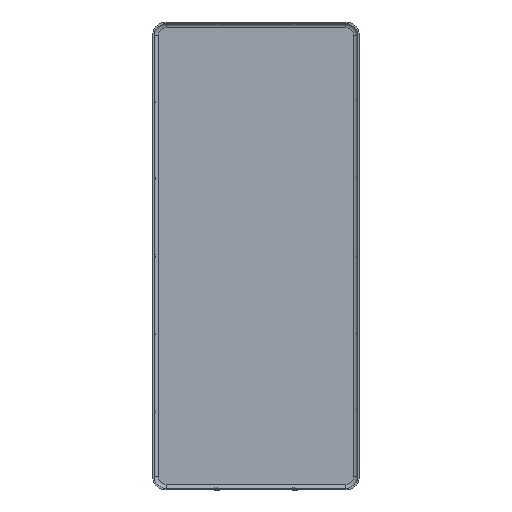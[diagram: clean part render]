
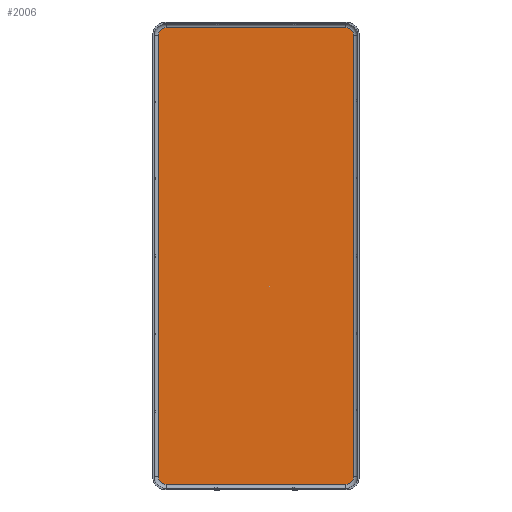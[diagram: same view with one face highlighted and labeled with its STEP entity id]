
A CAD part, front view. The second image highlights one B-rep face of the part: STEP entity #2006.
In plain terms, the highlighted planar face has unit normal (0, -1, 0).
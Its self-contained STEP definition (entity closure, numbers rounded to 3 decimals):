
#80 = LINE ( 'NONE', #278, #609 ) ;
#160 = CARTESIAN_POINT ( 'NONE',  ( -17.4, 0., 44.2 ) ) ;
#196 = CARTESIAN_POINT ( 'NONE',  ( -18.9, 0., 0. ) ) ;
#278 = CARTESIAN_POINT ( 'NONE',  ( 17.4, 0., 44.2 ) ) ;
#280 = AXIS2_PLACEMENT_3D ( 'NONE', #2700, #2089, #1640 ) ;
#327 = EDGE_CURVE ( 'NONE', #2554, #546, #80, .T. ) ;
#410 = CARTESIAN_POINT ( 'NONE',  ( 17.4, 0., -44.2 ) ) ;
#469 = EDGE_LOOP ( 'NONE', ( #1653, #594, #1874, #2114, #1054, #1498, #2732, #562 ) ) ;
#488 = EDGE_CURVE ( 'NONE', #1740, #1430, #2555, .T. ) ;
#528 = VECTOR ( 'NONE', #2559, 1000. ) ;
#546 = VERTEX_POINT ( 'NONE', #160 ) ;
#562 = ORIENTED_EDGE ( 'NONE', *, *, #488, .T. ) ;
#564 = DIRECTION ( 'NONE',  ( 0., 0., -1. ) ) ;
#571 = DIRECTION ( 'NONE',  ( 0., -1., 0. ) ) ;
#594 = ORIENTED_EDGE ( 'NONE', *, *, #981, .F. ) ;
#595 = LINE ( 'NONE', #1663, #1063 ) ;
#609 = VECTOR ( 'NONE', #1945, 1000. ) ;
#615 = AXIS2_PLACEMENT_3D ( 'NONE', #2531, #2515, #1876 ) ;
#949 = CARTESIAN_POINT ( 'NONE',  ( 18.9, 0., -42.7 ) ) ;
#977 = CIRCLE ( 'NONE', #1811, 1.5 ) ;
#981 = EDGE_CURVE ( 'NONE', #2435, #2082, #1712, .T. ) ;
#1040 = LINE ( 'NONE', #410, #1181 ) ;
#1054 = ORIENTED_EDGE ( 'NONE', *, *, #327, .T. ) ;
#1063 = VECTOR ( 'NONE', #2711, 1000. ) ;
#1181 = VECTOR ( 'NONE', #2528, 1000. ) ;
#1183 = CARTESIAN_POINT ( 'NONE',  ( 17.4, 0., 44.2 ) ) ;
#1228 = CARTESIAN_POINT ( 'NONE',  ( 17.4, 0., -44.2 ) ) ;
#1251 = CARTESIAN_POINT ( 'NONE',  ( -17.4, 0., -44.2 ) ) ;
#1331 = PLANE ( 'NONE',  #1601 ) ;
#1347 = VERTEX_POINT ( 'NONE', #1383 ) ;
#1383 = CARTESIAN_POINT ( 'NONE',  ( -18.9, 0., 42.7 ) ) ;
#1430 = VERTEX_POINT ( 'NONE', #1251 ) ;
#1465 = LINE ( 'NONE', #196, #528 ) ;
#1498 = ORIENTED_EDGE ( 'NONE', *, *, #2085, .F. ) ;
#1535 = FACE_OUTER_BOUND ( 'NONE', #469, .T. ) ;
#1601 = AXIS2_PLACEMENT_3D ( 'NONE', #2398, #2154, #1766 ) ;
#1615 = CARTESIAN_POINT ( 'NONE',  ( -18.9, 0., -42.7 ) ) ;
#1640 = DIRECTION ( 'NONE',  ( 0., 0., -1. ) ) ;
#1653 = ORIENTED_EDGE ( 'NONE', *, *, #2677, .F. ) ;
#1663 = CARTESIAN_POINT ( 'NONE',  ( 18.9, 0., 0. ) ) ;
#1712 = CIRCLE ( 'NONE', #615, 1.5 ) ;
#1740 = VERTEX_POINT ( 'NONE', #1615 ) ;
#1766 = DIRECTION ( 'NONE',  ( 0., 0., -1. ) ) ;
#1811 = AXIS2_PLACEMENT_3D ( 'NONE', #1860, #2041, #564 ) ;
#1821 = CIRCLE ( 'NONE', #280, 1.5 ) ;
#1860 = CARTESIAN_POINT ( 'NONE',  ( 17.4, 0., 42.7 ) ) ;
#1874 = ORIENTED_EDGE ( 'NONE', *, *, #2455, .F. ) ;
#1876 = DIRECTION ( 'NONE',  ( 0., 0., 1. ) ) ;
#1945 = DIRECTION ( 'NONE',  ( -1., 0., 0. ) ) ;
#2006 = ADVANCED_FACE ( 'NONE', ( #1535 ), #1331, .T. ) ;
#2039 = VERTEX_POINT ( 'NONE', #2072 ) ;
#2041 = DIRECTION ( 'NONE',  ( 0., -1., 0. ) ) ;
#2072 = CARTESIAN_POINT ( 'NONE',  ( 18.9, 0., 42.7 ) ) ;
#2082 = VERTEX_POINT ( 'NONE', #1228 ) ;
#2085 = EDGE_CURVE ( 'NONE', #1347, #546, #1821, .T. ) ;
#2089 = DIRECTION ( 'NONE',  ( 0., 1., 0. ) ) ;
#2114 = ORIENTED_EDGE ( 'NONE', *, *, #2489, .T. ) ;
#2154 = DIRECTION ( 'NONE',  ( 0., -1., 0. ) ) ;
#2230 = DIRECTION ( 'NONE',  ( 0., 0., 1. ) ) ;
#2398 = CARTESIAN_POINT ( 'NONE',  ( 17.4, 0., -42.7 ) ) ;
#2417 = AXIS2_PLACEMENT_3D ( 'NONE', #2474, #571, #2230 ) ;
#2435 = VERTEX_POINT ( 'NONE', #949 ) ;
#2455 = EDGE_CURVE ( 'NONE', #2039, #2435, #595, .T. ) ;
#2474 = CARTESIAN_POINT ( 'NONE',  ( -17.4, 0., -42.7 ) ) ;
#2489 = EDGE_CURVE ( 'NONE', #2039, #2554, #977, .T. ) ;
#2515 = DIRECTION ( 'NONE',  ( 0., 1., 0. ) ) ;
#2528 = DIRECTION ( 'NONE',  ( -1., 0., 0. ) ) ;
#2531 = CARTESIAN_POINT ( 'NONE',  ( 17.4, 0., -42.7 ) ) ;
#2554 = VERTEX_POINT ( 'NONE', #1183 ) ;
#2555 = CIRCLE ( 'NONE', #2417, 1.5 ) ;
#2559 = DIRECTION ( 'NONE',  ( 0., 0., -1. ) ) ;
#2629 = EDGE_CURVE ( 'NONE', #1347, #1740, #1465, .T. ) ;
#2677 = EDGE_CURVE ( 'NONE', #2082, #1430, #1040, .T. ) ;
#2700 = CARTESIAN_POINT ( 'NONE',  ( -17.4, 0., 42.7 ) ) ;
#2711 = DIRECTION ( 'NONE',  ( 0., 0., -1. ) ) ;
#2732 = ORIENTED_EDGE ( 'NONE', *, *, #2629, .T. ) ;
